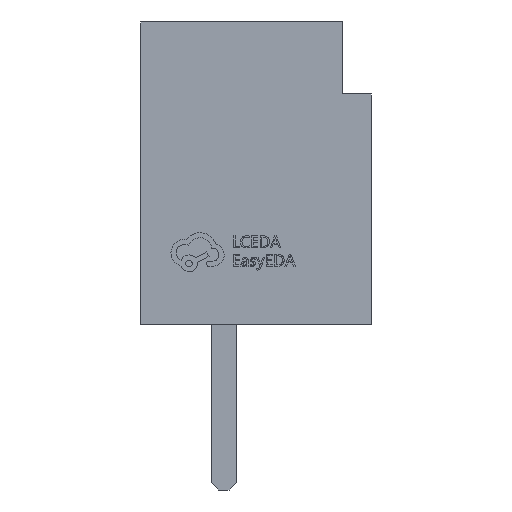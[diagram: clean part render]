
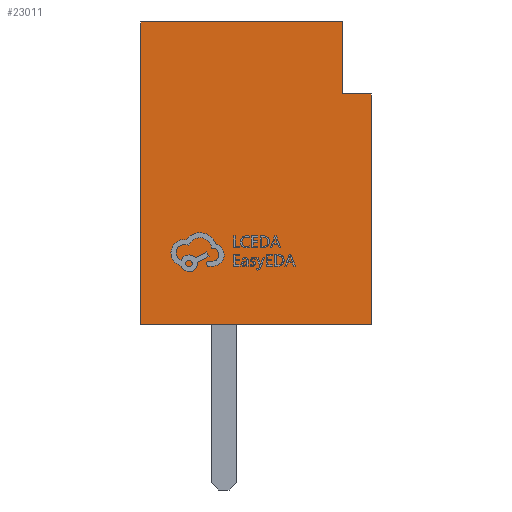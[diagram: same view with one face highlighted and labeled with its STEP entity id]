
A CAD part, left-side view. The second image highlights one B-rep face of the part: STEP entity #23011.
In plain terms, the highlighted planar face has unit normal (-1, 0, 0).
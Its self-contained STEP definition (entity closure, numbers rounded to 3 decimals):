
#22 = FACE_OUTER_BOUND ( 'NONE', #5054, .T. ) ;
#366 = CARTESIAN_POINT ( 'NONE',  ( -8.375, -1.65, 4.2 ) ) ;
#1716 = VERTEX_POINT ( 'NONE', #9438 ) ;
#2703 = VECTOR ( 'NONE', #14501, 1000. ) ;
#3725 = ORIENTED_EDGE ( 'NONE', *, *, #19172, .T. ) ;
#4082 = DIRECTION ( 'NONE',  ( 0., -1., 0. ) ) ;
#4300 = CARTESIAN_POINT ( 'NONE',  ( -8.375, -1.65, 3.2 ) ) ;
#4477 = VECTOR ( 'NONE', #5928, 1000. ) ;
#4619 = CARTESIAN_POINT ( 'NONE',  ( -8.375, -2.05, 0. ) ) ;
#4661 = VECTOR ( 'NONE', #20933, 1000. ) ;
#5054 = EDGE_LOOP ( 'NONE', ( #3725, #16758, #24524, #20993, #23807, #21777 ) ) ;
#5928 = DIRECTION ( 'NONE',  ( 0., 0., -1. ) ) ;
#6702 = AXIS2_PLACEMENT_3D ( 'NONE', #17887, #7940, #11698 ) ;
#6897 = VECTOR ( 'NONE', #22829, 1000. ) ;
#7940 = DIRECTION ( 'NONE',  ( 1., 0., 0. ) ) ;
#9184 = LINE ( 'NONE', #15183, #6897 ) ;
#9211 = EDGE_CURVE ( 'NONE', #1716, #20432, #9859, .T. ) ;
#9438 = CARTESIAN_POINT ( 'NONE',  ( -8.375, -2.05, 3.2 ) ) ;
#9837 = EDGE_CURVE ( 'NONE', #23787, #20432, #21047, .T. ) ;
#9859 = LINE ( 'NONE', #10109, #4477 ) ;
#10109 = CARTESIAN_POINT ( 'NONE',  ( -8.375, -2.05, 4.2 ) ) ;
#10386 = VECTOR ( 'NONE', #15499, 1000. ) ;
#10387 = VERTEX_POINT ( 'NONE', #4300 ) ;
#10512 = CARTESIAN_POINT ( 'NONE',  ( -8.375, 1.15, 4.2 ) ) ;
#10794 = CARTESIAN_POINT ( 'NONE',  ( -8.375, 1.15, 0. ) ) ;
#11160 = VECTOR ( 'NONE', #4082, 1000. ) ;
#11298 = VERTEX_POINT ( 'NONE', #366 ) ;
#11426 = LINE ( 'NONE', #19448, #10386 ) ;
#11698 = DIRECTION ( 'NONE',  ( 0., 1., 0. ) ) ;
#12376 = CARTESIAN_POINT ( 'NONE',  ( -8.375, -2.05, 3.2 ) ) ;
#13016 = EDGE_CURVE ( 'NONE', #10387, #11298, #11426, .T. ) ;
#14329 = LINE ( 'NONE', #10512, #11160 ) ;
#14501 = DIRECTION ( 'NONE',  ( 0., 1., 0. ) ) ;
#15183 = CARTESIAN_POINT ( 'NONE',  ( -8.375, 1.15, 4.2 ) ) ;
#15499 = DIRECTION ( 'NONE',  ( 0., 0., 1. ) ) ;
#16063 = CARTESIAN_POINT ( 'NONE',  ( -8.375, 1.15, 4.2 ) ) ;
#16758 = ORIENTED_EDGE ( 'NONE', *, *, #13016, .T. ) ;
#17624 = PLANE ( 'NONE',  #6702 ) ;
#17887 = CARTESIAN_POINT ( 'NONE',  ( -8.375, 1.15, 4.2 ) ) ;
#19172 = EDGE_CURVE ( 'NONE', #1716, #10387, #20808, .T. ) ;
#19448 = CARTESIAN_POINT ( 'NONE',  ( -8.375, -1.65, 4.2 ) ) ;
#20432 = VERTEX_POINT ( 'NONE', #4619 ) ;
#20808 = LINE ( 'NONE', #12376, #2703 ) ;
#20933 = DIRECTION ( 'NONE',  ( 0., -1., 0. ) ) ;
#20993 = ORIENTED_EDGE ( 'NONE', *, *, #25465, .T. ) ;
#21047 = LINE ( 'NONE', #10794, #4661 ) ;
#21777 = ORIENTED_EDGE ( 'NONE', *, *, #9211, .F. ) ;
#22829 = DIRECTION ( 'NONE',  ( 0., 0., -1. ) ) ;
#23011 = ADVANCED_FACE ( 'NONE', ( #22 ), #17624, .F. ) ;
#23787 = VERTEX_POINT ( 'NONE', #23945 ) ;
#23807 = ORIENTED_EDGE ( 'NONE', *, *, #9837, .T. ) ;
#23945 = CARTESIAN_POINT ( 'NONE',  ( -8.375, 1.15, 0. ) ) ;
#24354 = EDGE_CURVE ( 'NONE', #25965, #11298, #14329, .T. ) ;
#24524 = ORIENTED_EDGE ( 'NONE', *, *, #24354, .F. ) ;
#25465 = EDGE_CURVE ( 'NONE', #25965, #23787, #9184, .T. ) ;
#25965 = VERTEX_POINT ( 'NONE', #16063 ) ;
